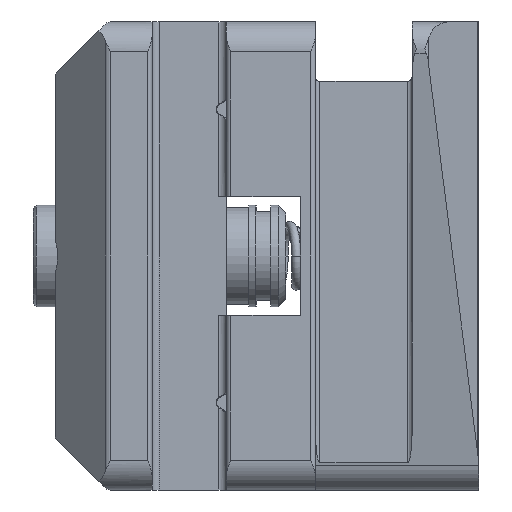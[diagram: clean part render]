
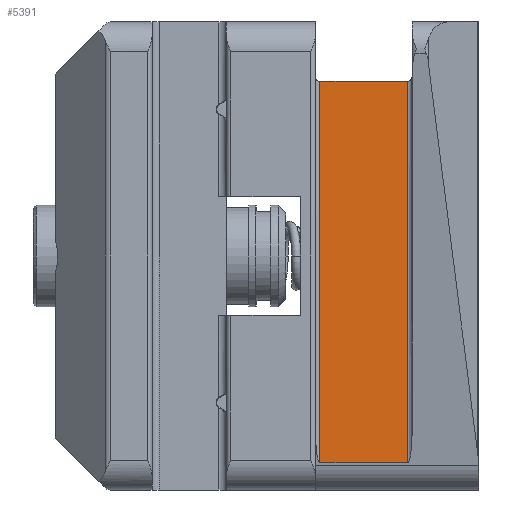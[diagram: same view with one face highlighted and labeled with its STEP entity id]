
A CAD part, left-side view. The second image highlights one B-rep face of the part: STEP entity #5391.
In plain terms, the highlighted planar face has unit normal (-1, 0, 0).
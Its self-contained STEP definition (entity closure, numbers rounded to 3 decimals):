
#671=LINE('',#10469,#1137);
#675=LINE('',#10479,#1141);
#676=LINE('',#10483,#1142);
#678=LINE('',#10488,#1144);
#1137=VECTOR('',#7261,1000.);
#1141=VECTOR('',#7269,1000.);
#1142=VECTOR('',#7274,1000.);
#1144=VECTOR('',#7280,1000.);
#1515=FACE_OUTER_BOUND('',#1836,.T.);
#1836=EDGE_LOOP('',(#4469,#4470,#4471,#4472));
#2513=VERTEX_POINT('',#10466);
#2514=VERTEX_POINT('',#10468);
#2518=VERTEX_POINT('',#10478);
#2519=VERTEX_POINT('',#10482);
#3199=EDGE_CURVE('',#2513,#2514,#671,.T.);
#3204=EDGE_CURVE('',#2518,#2514,#675,.T.);
#3206=EDGE_CURVE('',#2519,#2513,#676,.T.);
#3209=EDGE_CURVE('',#2518,#2519,#678,.T.);
#4469=ORIENTED_EDGE('',*,*,#3199,.F.);
#4470=ORIENTED_EDGE('',*,*,#3206,.F.);
#4471=ORIENTED_EDGE('',*,*,#3209,.F.);
#4472=ORIENTED_EDGE('',*,*,#3204,.T.);
#5141=PLANE('',#6063);
#5391=ADVANCED_FACE('',(#1515),#5141,.F.);
#6063=AXIS2_PLACEMENT_3D('',#10487,#7278,#7279);
#7261=DIRECTION('',(0.,1.,0.));
#7269=DIRECTION('',(0.,0.,-1.));
#7274=DIRECTION('',(0.,0.,-1.));
#7278=DIRECTION('center_axis',(1.,0.,0.));
#7279=DIRECTION('ref_axis',(0.,1.,0.));
#7280=DIRECTION('',(0.,-1.,0.));
#10466=CARTESIAN_POINT('',(5.9,-6.2,-13.911));
#10468=CARTESIAN_POINT('',(5.9,-0.3,-13.911));
#10469=CARTESIAN_POINT('',(5.9,-0.3,-13.911));
#10478=CARTESIAN_POINT('',(5.9,-0.3,11.75));
#10479=CARTESIAN_POINT('',(5.9,-0.3,15.75));
#10482=CARTESIAN_POINT('',(5.9,-6.2,11.75));
#10483=CARTESIAN_POINT('',(5.9,-6.2,15.75));
#10487=CARTESIAN_POINT('Origin',(5.9,-0.3,15.75));
#10488=CARTESIAN_POINT('',(5.9,-0.3,11.75));
